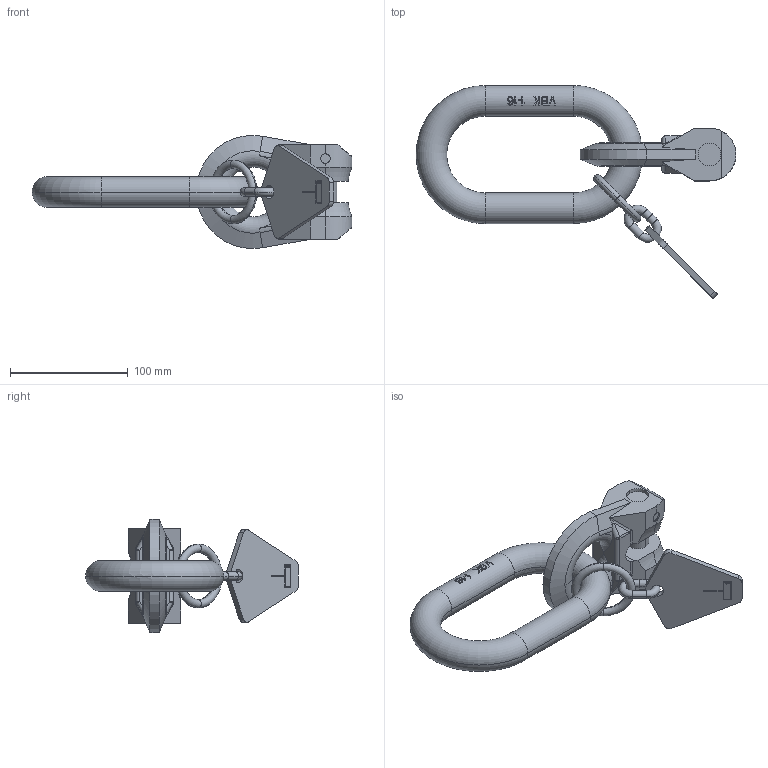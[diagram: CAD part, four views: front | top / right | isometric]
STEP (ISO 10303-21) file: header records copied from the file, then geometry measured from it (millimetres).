
FILE_DESCRIPTION((''),'2;1');
FILE_NAME('001-M31179-P-5_ASM','2004-10-20T',('Haas'),(''),'PRO/ENGINEER BY PARAMETRIC TECHNOLOGY CORPORATION, 2003450','PRO/ENGINEER BY PARAMETRIC TECHNOLOGY CORPORATION, 2003450','');
FILE_SCHEMA(('CONFIG_CONTROL_DESIGN'));
Length unit declared in the file: millimetre
Products named in the file (7): 001-M31132-P-5_AF0; 001-M31493-P-1; 001-M31128-V02; 001-M31161-P-1; 001-M31129-P-2; 001-M31161-P-1_ASM; 001-M31179-P-5_ASM
Assembly tree (6 placements, depth 3):
  001-M31179-P-5_ASM
    001-M31132-P-5_AF0
    001-M31493-P-1
    001-M31128-V02
    001-M31161-P-1_ASM
      001-M31161-P-1
      001-M31129-P-2
Bounding box: 271.2 x 180.48 x 96 mm (x, y, z)
Volume: 466058.8 mm3; surface area: 81550.3 mm2
Topology: 5 solids, 5 shells, 320 faces, 834 edges, 533 vertices
Faces by surface type: plane 222, cylinder 64, torus 16, bspline 12, sphere 4, cone 2
Entity records: 10539 total; most frequent: CARTESIAN_POINT 2746, ORIENTED_EDGE 1668, DIRECTION 1461, EDGE_CURVE 834, VECTOR 535, LINE 535, VERTEX_POINT 533, AXIS2_PLACEMENT_3D 463
